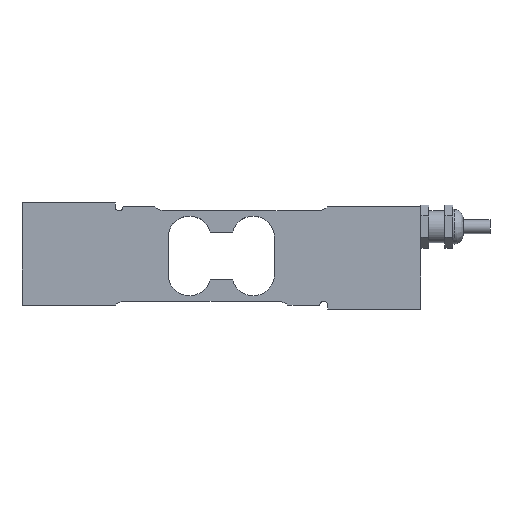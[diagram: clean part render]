
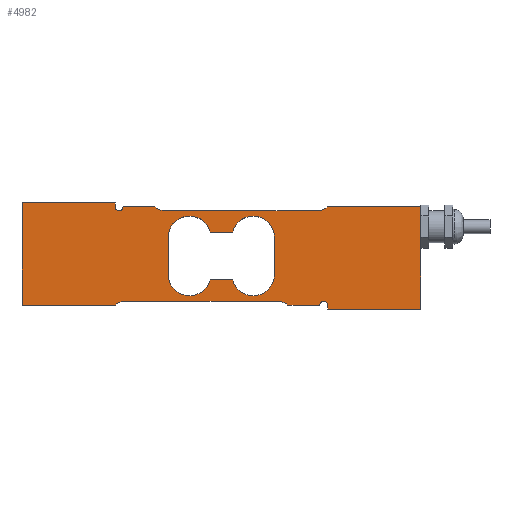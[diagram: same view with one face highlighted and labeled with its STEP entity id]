
A CAD part, top view. The second image highlights one B-rep face of the part: STEP entity #4982.
In plain terms, the highlighted planar face has unit normal (0, 0, 1).
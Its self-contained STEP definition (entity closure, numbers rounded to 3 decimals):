
#453=FACE_BOUND('',#1089,.T.);
#504=PLANE('',#5337);
#792=FACE_OUTER_BOUND('',#1088,.T.);
#1088=EDGE_LOOP('',(#4403,#4404,#4405,#4406,#4407,#4408,#4409,#4410,#4411,
#4412,#4413,#4414,#4415,#4416,#4417,#4418,#4419,#4420));
#1089=EDGE_LOOP('',(#4421,#4422,#4423,#4424,#4425,#4426,#4427,#4428));
#1339=LINE('',#18606,#1626);
#1341=LINE('',#18611,#1628);
#1345=LINE('',#18620,#1632);
#1349=LINE('',#18627,#1636);
#1352=LINE('',#18638,#1639);
#1354=LINE('',#18642,#1641);
#1358=LINE('',#18648,#1645);
#1361=LINE('',#18654,#1648);
#1364=LINE('',#18665,#1651);
#1368=LINE('',#18677,#1655);
#1372=LINE('',#18689,#1659);
#1377=LINE('',#18702,#1664);
#1378=LINE('',#18708,#1665);
#1381=LINE('',#18714,#1668);
#1382=LINE('',#18715,#1669);
#1383=LINE('',#18716,#1670);
#1626=VECTOR('',#6193,10.);
#1628=VECTOR('',#6197,10.);
#1632=VECTOR('',#6203,10.);
#1636=VECTOR('',#6209,10.);
#1639=VECTOR('',#6220,10.);
#1641=VECTOR('',#6224,10.);
#1645=VECTOR('',#6230,10.);
#1648=VECTOR('',#6235,10.);
#1651=VECTOR('',#6246,10.);
#1655=VECTOR('',#6258,10.);
#1659=VECTOR('',#6270,10.);
#1664=VECTOR('',#6283,10.);
#1665=VECTOR('',#6292,10.);
#1668=VECTOR('',#6297,10.);
#1669=VECTOR('',#6298,10.);
#1670=VECTOR('',#6299,10.);
#1730=CIRCLE('',#5296,6.);
#1731=CIRCLE('',#5298,6.);
#1734=CIRCLE('',#5302,6.);
#1735=CIRCLE('',#5304,6.);
#1738=CIRCLE('',#5312,1.5);
#1740=CIRCLE('',#5319,1.5);
#1742=CIRCLE('',#5323,8.);
#1744=CIRCLE('',#5327,8.);
#1746=CIRCLE('',#5331,8.);
#1748=CIRCLE('',#5335,8.);
#2180=VERTEX_POINT('',#18572);
#2181=VERTEX_POINT('',#18574);
#2182=VERTEX_POINT('',#18578);
#2183=VERTEX_POINT('',#18579);
#2188=VERTEX_POINT('',#18590);
#2189=VERTEX_POINT('',#18592);
#2190=VERTEX_POINT('',#18596);
#2191=VERTEX_POINT('',#18597);
#2195=VERTEX_POINT('',#18610);
#2198=VERTEX_POINT('',#18617);
#2199=VERTEX_POINT('',#18619);
#2201=VERTEX_POINT('',#18625);
#2204=VERTEX_POINT('',#18635);
#2205=VERTEX_POINT('',#18637);
#2206=VERTEX_POINT('',#18641);
#2209=VERTEX_POINT('',#18652);
#2212=VERTEX_POINT('',#18662);
#2213=VERTEX_POINT('',#18664);
#2215=VERTEX_POINT('',#18670);
#2217=VERTEX_POINT('',#18676);
#2219=VERTEX_POINT('',#18682);
#2221=VERTEX_POINT('',#18688);
#2223=VERTEX_POINT('',#18694);
#2225=VERTEX_POINT('',#18700);
#2226=VERTEX_POINT('',#18707);
#2228=VERTEX_POINT('',#18713);
#2907=EDGE_CURVE('',#2180,#2181,#1730,.T.);
#2909=EDGE_CURVE('',#2182,#2183,#1731,.T.);
#2915=EDGE_CURVE('',#2188,#2189,#1734,.T.);
#2917=EDGE_CURVE('',#2190,#2191,#1735,.T.);
#2922=EDGE_CURVE('',#2188,#2191,#1339,.T.);
#2924=EDGE_CURVE('',#2195,#2189,#1341,.T.);
#2928=EDGE_CURVE('',#2199,#2198,#1345,.T.);
#2932=EDGE_CURVE('',#2190,#2201,#1349,.T.);
#2934=EDGE_CURVE('',#2201,#2199,#1738,.T.);
#2937=EDGE_CURVE('',#2205,#2204,#1352,.T.);
#2939=EDGE_CURVE('',#2206,#2181,#1354,.T.);
#2943=EDGE_CURVE('',#2180,#2183,#1358,.T.);
#2946=EDGE_CURVE('',#2182,#2209,#1361,.T.);
#2948=EDGE_CURVE('',#2209,#2205,#1740,.T.);
#2951=EDGE_CURVE('',#2213,#2212,#1364,.T.);
#2954=EDGE_CURVE('',#2215,#2213,#1742,.T.);
#2957=EDGE_CURVE('',#2217,#2215,#1368,.T.);
#2960=EDGE_CURVE('',#2219,#2217,#1744,.T.);
#2963=EDGE_CURVE('',#2221,#2219,#1372,.T.);
#2967=EDGE_CURVE('',#2212,#2223,#1746,.T.);
#2970=EDGE_CURVE('',#2223,#2225,#1377,.T.);
#2972=EDGE_CURVE('',#2225,#2221,#1748,.T.);
#2973=EDGE_CURVE('',#2195,#2226,#1378,.T.);
#2976=EDGE_CURVE('',#2228,#2198,#1381,.T.);
#2977=EDGE_CURVE('',#2206,#2228,#1382,.T.);
#2978=EDGE_CURVE('',#2204,#2226,#1383,.T.);
#4403=ORIENTED_EDGE('',*,*,#2924,.T.);
#4404=ORIENTED_EDGE('',*,*,#2915,.F.);
#4405=ORIENTED_EDGE('',*,*,#2922,.T.);
#4406=ORIENTED_EDGE('',*,*,#2917,.F.);
#4407=ORIENTED_EDGE('',*,*,#2932,.T.);
#4408=ORIENTED_EDGE('',*,*,#2934,.T.);
#4409=ORIENTED_EDGE('',*,*,#2928,.T.);
#4410=ORIENTED_EDGE('',*,*,#2976,.F.);
#4411=ORIENTED_EDGE('',*,*,#2977,.F.);
#4412=ORIENTED_EDGE('',*,*,#2939,.T.);
#4413=ORIENTED_EDGE('',*,*,#2907,.F.);
#4414=ORIENTED_EDGE('',*,*,#2943,.T.);
#4415=ORIENTED_EDGE('',*,*,#2909,.F.);
#4416=ORIENTED_EDGE('',*,*,#2946,.T.);
#4417=ORIENTED_EDGE('',*,*,#2948,.T.);
#4418=ORIENTED_EDGE('',*,*,#2937,.T.);
#4419=ORIENTED_EDGE('',*,*,#2978,.T.);
#4420=ORIENTED_EDGE('',*,*,#2973,.F.);
#4421=ORIENTED_EDGE('',*,*,#2963,.T.);
#4422=ORIENTED_EDGE('',*,*,#2960,.T.);
#4423=ORIENTED_EDGE('',*,*,#2957,.T.);
#4424=ORIENTED_EDGE('',*,*,#2954,.T.);
#4425=ORIENTED_EDGE('',*,*,#2951,.T.);
#4426=ORIENTED_EDGE('',*,*,#2967,.T.);
#4427=ORIENTED_EDGE('',*,*,#2970,.T.);
#4428=ORIENTED_EDGE('',*,*,#2972,.T.);
#4982=ADVANCED_FACE('',(#792,#453),#504,.T.);
#5296=AXIS2_PLACEMENT_3D('',#18575,#6163,#6164);
#5298=AXIS2_PLACEMENT_3D('',#18580,#6168,#6169);
#5302=AXIS2_PLACEMENT_3D('',#18593,#6179,#6180);
#5304=AXIS2_PLACEMENT_3D('',#18598,#6184,#6185);
#5312=AXIS2_PLACEMENT_3D('',#18630,#6214,#6215);
#5319=AXIS2_PLACEMENT_3D('',#18657,#6240,#6241);
#5323=AXIS2_PLACEMENT_3D('',#18671,#6252,#6253);
#5327=AXIS2_PLACEMENT_3D('',#18683,#6264,#6265);
#5331=AXIS2_PLACEMENT_3D('',#18696,#6277,#6278);
#5335=AXIS2_PLACEMENT_3D('',#18705,#6288,#6289);
#5337=AXIS2_PLACEMENT_3D('',#18712,#6295,#6296);
#6163=DIRECTION('center_axis',(0.,0.,1.));
#6164=DIRECTION('ref_axis',(-0.661,0.75,0.));
#6168=DIRECTION('center_axis',(0.,0.,1.));
#6169=DIRECTION('ref_axis',(0.661,0.75,0.));
#6179=DIRECTION('center_axis',(0.,0.,1.));
#6180=DIRECTION('ref_axis',(0.661,-0.75,0.));
#6184=DIRECTION('center_axis',(0.,0.,1.));
#6185=DIRECTION('ref_axis',(-0.661,-0.75,0.));
#6193=DIRECTION('',(-1.,0.,0.));
#6197=DIRECTION('',(-1.,0.,0.));
#6203=DIRECTION('',(0.,1.,0.));
#6209=DIRECTION('',(-1.,0.,0.));
#6214=DIRECTION('center_axis',(0.,0.,-1.));
#6215=DIRECTION('ref_axis',(1.,0.,0.));
#6220=DIRECTION('',(0.,-1.,0.));
#6224=DIRECTION('',(1.,0.,0.));
#6230=DIRECTION('',(1.,0.,0.));
#6235=DIRECTION('',(1.,0.,0.));
#6240=DIRECTION('center_axis',(0.,0.,-1.));
#6241=DIRECTION('ref_axis',(1.,0.,0.));
#6246=DIRECTION('',(-1.,0.,0.));
#6252=DIRECTION('center_axis',(0.,0.,-1.));
#6253=DIRECTION('ref_axis',(1.,0.,0.));
#6258=DIRECTION('',(0.,-1.,0.));
#6264=DIRECTION('center_axis',(0.,0.,-1.));
#6265=DIRECTION('ref_axis',(1.,0.,0.));
#6270=DIRECTION('',(1.,0.,0.));
#6277=DIRECTION('center_axis',(0.,0.,-1.));
#6278=DIRECTION('ref_axis',(1.,0.,0.));
#6283=DIRECTION('',(0.,1.,0.));
#6288=DIRECTION('center_axis',(0.,0.,-1.));
#6289=DIRECTION('ref_axis',(1.,0.,0.));
#6292=DIRECTION('',(0.,-1.,0.));
#6295=DIRECTION('center_axis',(0.,0.,1.));
#6296=DIRECTION('ref_axis',(0.,-1.,0.));
#6297=DIRECTION('',(1.,0.,0.));
#6298=DIRECTION('',(0.,1.,0.));
#6299=DIRECTION('',(1.,0.,0.));
#18572=CARTESIAN_POINT('',(-36.031,-17.,12.7));
#18574=CARTESIAN_POINT('',(-40.,-18.5,12.7));
#18575=CARTESIAN_POINT('Origin',(-36.031,-23.,12.7));
#18578=CARTESIAN_POINT('',(25.,-18.5,12.7));
#18579=CARTESIAN_POINT('',(21.031,-17.,12.7));
#18580=CARTESIAN_POINT('Origin',(21.031,-23.,12.7));
#18590=CARTESIAN_POINT('',(36.031,17.,12.7));
#18592=CARTESIAN_POINT('',(40.,18.5,12.7));
#18593=CARTESIAN_POINT('Origin',(36.031,23.,12.7));
#18596=CARTESIAN_POINT('',(-25.,18.5,12.7));
#18597=CARTESIAN_POINT('',(-21.031,17.,12.7));
#18598=CARTESIAN_POINT('Origin',(-21.031,23.,12.7));
#18606=CARTESIAN_POINT('',(-12.5,17.,12.7));
#18610=CARTESIAN_POINT('',(75.,18.5,12.7));
#18611=CARTESIAN_POINT('',(20.,18.5,12.7));
#18617=CARTESIAN_POINT('',(-40.,20.,12.7));
#18619=CARTESIAN_POINT('',(-40.,18.5,12.7));
#18620=CARTESIAN_POINT('',(-40.,20.,12.7));
#18625=CARTESIAN_POINT('',(-37.,18.5,12.7));
#18627=CARTESIAN_POINT('',(-18.5,18.5,12.7));
#18630=CARTESIAN_POINT('Origin',(-38.5,18.5,12.7));
#18635=CARTESIAN_POINT('',(40.,-20.,12.7));
#18637=CARTESIAN_POINT('',(40.,-18.5,12.7));
#18638=CARTESIAN_POINT('',(40.,0.,12.7));
#18641=CARTESIAN_POINT('',(-75.,-18.5,12.7));
#18642=CARTESIAN_POINT('',(-20.,-18.5,12.7));
#18648=CARTESIAN_POINT('',(12.5,-17.,12.7));
#18652=CARTESIAN_POINT('',(37.,-18.5,12.7));
#18654=CARTESIAN_POINT('',(18.5,-18.5,12.7));
#18657=CARTESIAN_POINT('Origin',(38.5,-18.5,12.7));
#18662=CARTESIAN_POINT('',(-4.254,-9.,12.7));
#18664=CARTESIAN_POINT('',(4.254,-9.,12.7));
#18665=CARTESIAN_POINT('',(-2.127,-9.,12.7));
#18670=CARTESIAN_POINT('',(20.,-7.,12.7));
#18671=CARTESIAN_POINT('Origin',(12.,-7.,12.7));
#18676=CARTESIAN_POINT('',(20.,7.,12.7));
#18677=CARTESIAN_POINT('',(20.,6.5,12.7));
#18682=CARTESIAN_POINT('',(4.254,9.,12.7));
#18683=CARTESIAN_POINT('Origin',(12.,7.,12.7));
#18688=CARTESIAN_POINT('',(-4.254,9.,12.7));
#18689=CARTESIAN_POINT('',(2.127,9.,12.7));
#18694=CARTESIAN_POINT('',(-20.,-7.,12.7));
#18696=CARTESIAN_POINT('Origin',(-12.,-7.,12.7));
#18700=CARTESIAN_POINT('',(-20.,7.,12.7));
#18702=CARTESIAN_POINT('',(-20.,13.5,12.7));
#18705=CARTESIAN_POINT('Origin',(-12.,7.,12.7));
#18707=CARTESIAN_POINT('',(75.,-20.,12.7));
#18708=CARTESIAN_POINT('',(75.,-20.,12.7));
#18712=CARTESIAN_POINT('Origin',(0.,20.,12.7));
#18713=CARTESIAN_POINT('',(-75.,20.,12.7));
#18714=CARTESIAN_POINT('',(0.,20.,12.7));
#18715=CARTESIAN_POINT('',(-75.,-20.,12.7));
#18716=CARTESIAN_POINT('',(0.,-20.,12.7));
